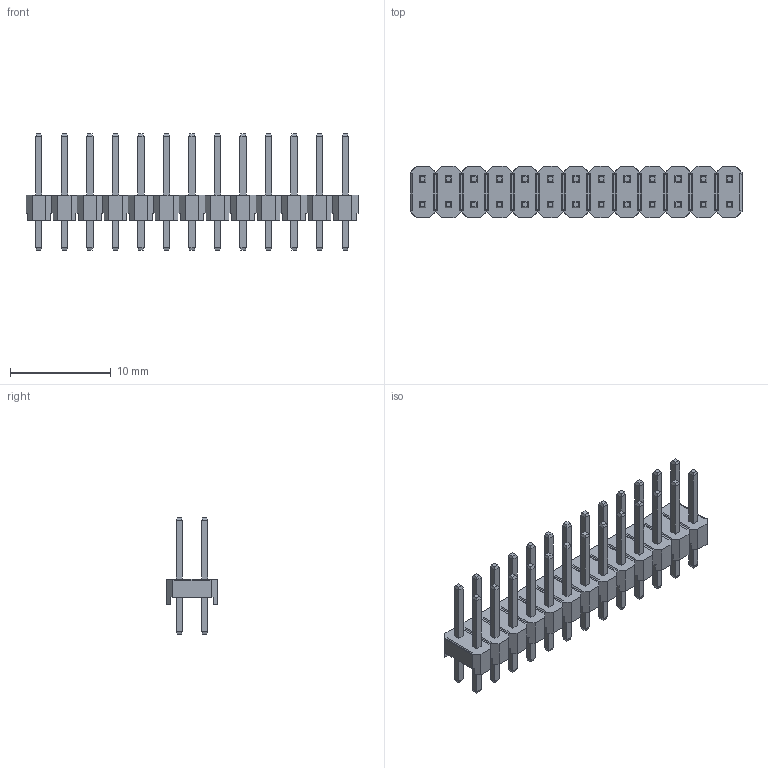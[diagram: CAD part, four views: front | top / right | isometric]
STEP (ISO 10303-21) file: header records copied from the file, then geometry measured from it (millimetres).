
FILE_DESCRIPTION(('STEP AP214'), '1');
FILE_NAME('PLD', '', ('UNSPECIFIED'), ('UNSPECIFIED'), 'ASCON STEP Converter 1.6', 'ASCON Math Kernel', '');
FILE_SCHEMA(('AUTOMOTIVE_DESIGN { 1 0 10303 214 3 1 1}'));
Length unit declared in the file: millimetre
Bounding box: 33.02 x 5.08 x 11.6 mm (x, y, z)
Volume: 401.1 mm3; surface area: 1201.9 mm2
Topology: 1 solids, 1 shells, 670 faces, 1604 edges, 1000 vertices
Faces by surface type: plane 670
Entity records: 24124 total; most frequent: CARTESIAN_POINT 3275, ORIENTED_EDGE 3208, DIRECTION 2946, EDGE_CURVE 1604, LINE 1604, VECTOR 1604, VERTEX_POINT 1000, FACE_BOUND 734
